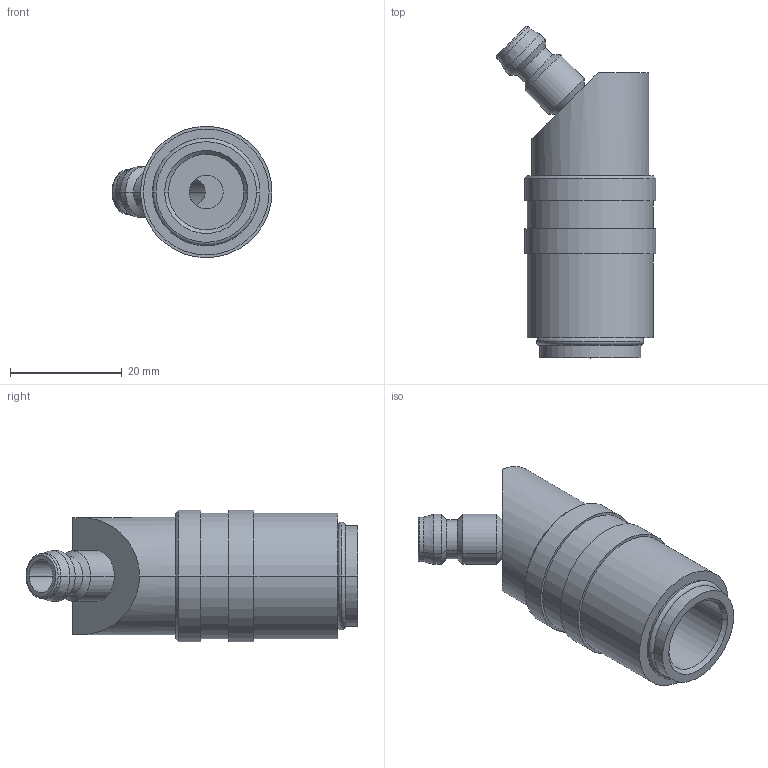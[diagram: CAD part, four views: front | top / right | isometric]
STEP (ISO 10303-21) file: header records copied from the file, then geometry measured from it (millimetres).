
FILE_DESCRIPTION(('STEP AP214'),'1');
FILE_NAME('eshk-eshms-45ab.stp','2020-04-22T06:07:38',('TraceParts'),('TraceParts S.A.'),'Spatial InterOp 3D',' ',' ');
FILE_SCHEMA(('automotive_design'));
Length unit declared in the file: millimetre
Products named in the file (1): 1
Bounding box: 28.6 x 59.36 x 23.5 mm (x, y, z)
Volume: 15429.7 mm3; surface area: 6179.8 mm2
Topology: 1 solids, 1 shells, 57 faces, 123 edges, 75 vertices
Faces by surface type: cylinder 26, plane 13, cone 12, torus 6
Entity records: 2313 total; most frequent: CARTESIAN_POINT 532, DIRECTION 315, ORIENTED_EDGE 246, AXIS2_PLACEMENT_3D 138, EDGE_CURVE 123, VERTEX_POINT 75, CIRCLE 74, EDGE_LOOP 66
